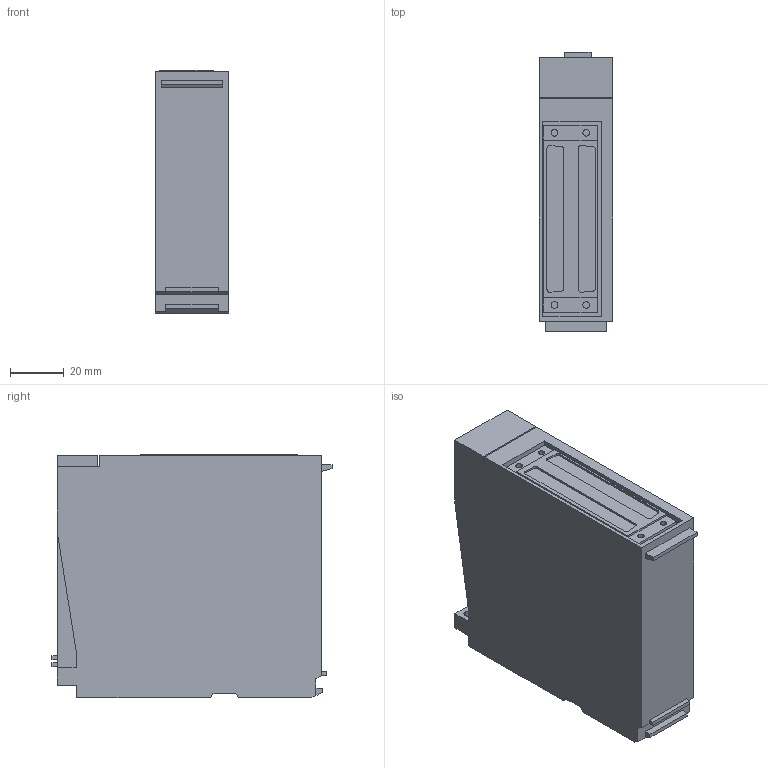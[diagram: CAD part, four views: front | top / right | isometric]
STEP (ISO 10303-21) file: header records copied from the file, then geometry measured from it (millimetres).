
FILE_DESCRIPTION (( 'STEP AP203' ), '1' );
FILE_NAME ('qd75mh4_a.step', '2009-12-11T07:29:55', ( ' ' ), ( '' ), 'SwSTEP 2.0', 'SolidWorks 2006303', '' );
FILE_SCHEMA (( 'CONFIG_CONTROL_DESIGN' ));
Length unit declared in the file: millimetre
Products named in the file (1): qd75mh4_a
Bounding box: 27.4 x 104 x 90.3 mm (x, y, z)
Volume: 237760.2 mm3; surface area: 30210.4 mm2
Topology: 1 solids, 1 shells, 107 faces, 274 edges, 182 vertices
Faces by surface type: plane 87, cylinder 20
Entity records: 3293 total; most frequent: CARTESIAN_POINT 564, ORIENTED_EDGE 548, DIRECTION 530, EDGE_CURVE 274, VECTOR 234, LINE 234, VERTEX_POINT 182, AXIS2_PLACEMENT_3D 148
